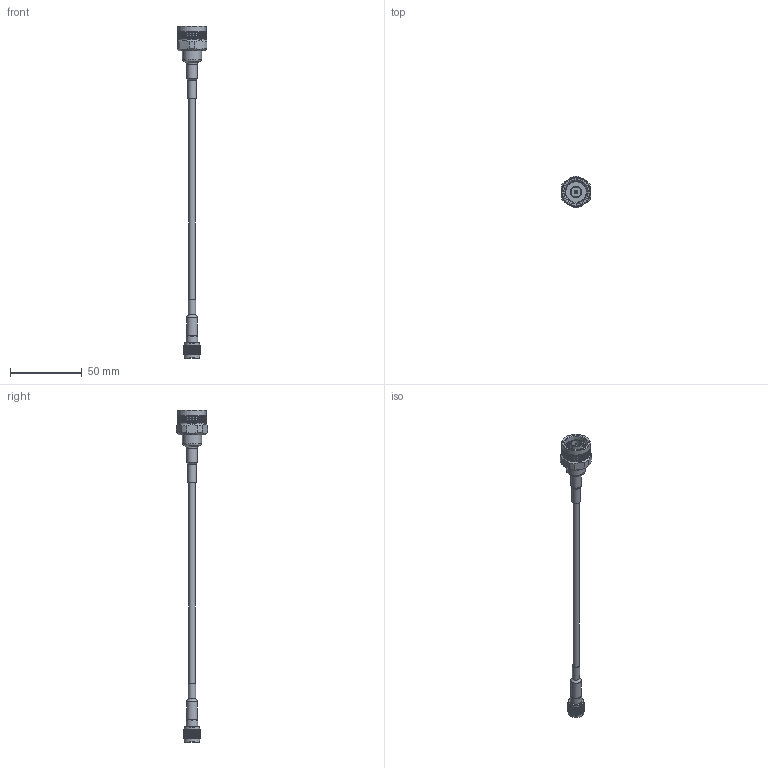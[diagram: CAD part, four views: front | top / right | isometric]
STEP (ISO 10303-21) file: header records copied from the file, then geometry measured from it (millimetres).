
FILE_DESCRIPTION (( 'STEP AP203' ), '1' );
FILE_NAME ('PE3W04230_3D.step', '2021-04-19T16:51:40', ( '' ), ( '' ), 'SwSTEP 2.0', 'SolidWorks 2020', '' );
FILE_SCHEMA (( 'CONFIG_CONTROL_DESIGN' ));
Length unit declared in the file: inch
Products named in the file (4): PE3W04230_3D; PE4342^PE3W04230_Heat shrink; RG303U^PE3W04230_RG303U; TC-195-NMH-X^PE3W04230_Heat Shrink
Assembly tree (3 placements, depth 2):
  PE3W04230_3D
    RG303U^PE3W04230_RG303U
    TC-195-NMH-X^PE3W04230_Heat Shrink
    PE4342^PE3W04230_Heat shrink
Bounding box: 20.62 x 21.85 x 231.31 mm (x, y, z)
Volume: 9573 mm3; surface area: 7319.1 mm2
Topology: 3 solids, 3 shells, 4399 faces, 9338 edges, 4957 vertices
Faces by surface type: bspline 3449, cylinder 907, plane 25, cone 15, torus 3
Full cylindrical faces by diameter (mm): 1.524 x1, 1.6 x1, 2.54 x1, 4.318 x1, 5.08 x1, 5.715 x1, 6.909 x1, 7.036 x1, 7.262 x2, 8 x1, 8.255 x1, 9.525 x5, 10.708 x1, 10.791 x1, 13.335 x1, 15.875 x6, 17.071 x1, 19.595 x1, 19.596 x1
Entity records: 153176 total; most frequent: CARTESIAN_POINT 97562, ORIENTED_EDGE 18516, EDGE_CURVE 9258, VERTEX_POINT 4927, EDGE_LOOP 4439, FACE_OUTER_BOUND 4414, ADVANCED_FACE 4388, B_SPLINE_CURVE_WITH_KNOTS 4022
